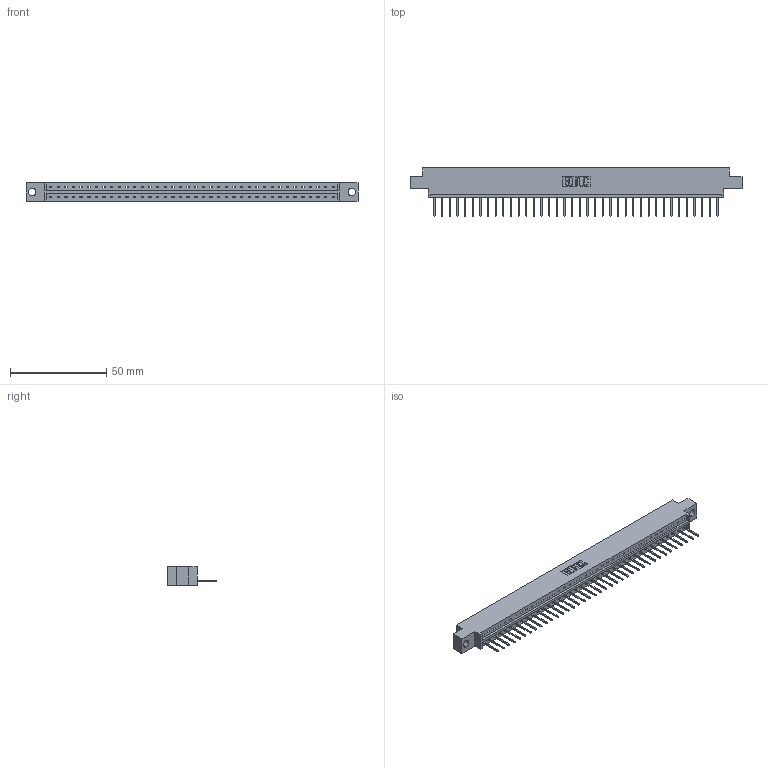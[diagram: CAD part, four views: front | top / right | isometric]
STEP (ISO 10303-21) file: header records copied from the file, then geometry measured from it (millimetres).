
FILE_DESCRIPTION (( 'STEP AP203' ), '1' );
FILE_NAME ('833-038-523-604.STEP', '2020-06-03T06:57:59', ( '' ), ( '' ), 'SwSTEP 2.0', 'SolidWorks 2020', '' );
FILE_SCHEMA (( 'CONFIG_CONTROL_DESIGN' ));
Length unit declared in the file: inch
Products named in the file (3): 833-038-523-604; 833 Part_Offset - .156 Dia - TH; 345-292-001_345-293-123
Assembly tree (39 placements, depth 2):
  833-038-523-604
    833 Part_Offset - .156 Dia - TH
    345-292-001_345-293-123  x38
Bounding box: 172.11 x 25.15 x 9.4 mm (x, y, z)
Volume: 16954.4 mm3; surface area: 18350.5 mm2
Topology: 39 solids, 39 shells, 2322 faces, 7011 edges, 4622 vertices
Faces by surface type: plane 1670, cylinder 652
Entity records: 23901 total; most frequent: CARTESIAN_POINT 4132, ORIENTED_EDGE 4106, DIRECTION 3493, EDGE_CURVE 2053, VECTOR 1925, LINE 1925, VERTEX_POINT 1366, AXIS2_PLACEMENT_3D 784
